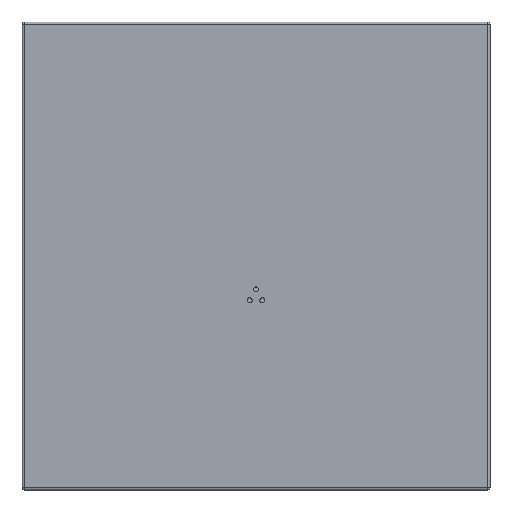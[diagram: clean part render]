
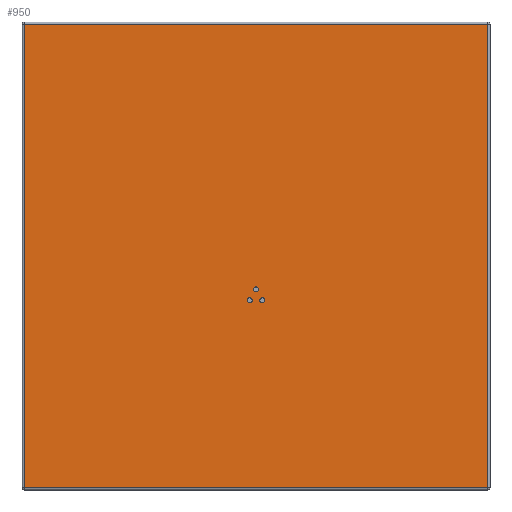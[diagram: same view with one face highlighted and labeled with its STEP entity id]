
A CAD part, front view. The second image highlights one B-rep face of the part: STEP entity #950.
In plain terms, the highlighted planar face has unit normal (0, -1, 0).
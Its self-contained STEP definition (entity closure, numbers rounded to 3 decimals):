
#5 = CARTESIAN_POINT ( 'NONE',  ( -277.5, 0., 0. ) ) ;
#25 = EDGE_LOOP ( 'NONE', ( #1086, #1172 ) ) ;
#52 = FACE_OUTER_BOUND ( 'NONE', #1990, .T. ) ;
#63 = CARTESIAN_POINT ( 'NONE',  ( 0., 0., -40. ) ) ;
#192 = AXIS2_PLACEMENT_3D ( 'NONE', #63, #2780, #888 ) ;
#204 = CARTESIAN_POINT ( 'NONE',  ( 0., 0., -277.5 ) ) ;
#226 = CARTESIAN_POINT ( 'NONE',  ( -277.5, 0., -277.5 ) ) ;
#257 = EDGE_CURVE ( 'NONE', #821, #2792, #3945, .T. ) ;
#364 = EDGE_CURVE ( 'NONE', #4348, #4675, #954, .T. ) ;
#367 = CARTESIAN_POINT ( 'NONE',  ( -7.5, 0., -55.99 ) ) ;
#507 = EDGE_CURVE ( 'NONE', #2213, #2004, #4781, .T. ) ;
#570 = CARTESIAN_POINT ( 'NONE',  ( 0., 0., -43. ) ) ;
#726 = VERTEX_POINT ( 'NONE', #367 ) ;
#737 = DIRECTION ( 'NONE',  ( 0., 0., 1. ) ) ;
#821 = VERTEX_POINT ( 'NONE', #3112 ) ;
#888 = DIRECTION ( 'NONE',  ( 0., 0., 1. ) ) ;
#920 = DIRECTION ( 'NONE',  ( 0., 1., 0. ) ) ;
#950 = ADVANCED_FACE ( 'NONE', ( #52, #2763, #2564, #3649 ), #4503, .F. ) ;
#954 = CIRCLE ( 'NONE', #1590, 3. ) ;
#989 = DIRECTION ( 'NONE',  ( 0., 0., 1. ) ) ;
#999 = AXIS2_PLACEMENT_3D ( 'NONE', #2171, #920, #2452 ) ;
#1086 = ORIENTED_EDGE ( 'NONE', *, *, #257, .T. ) ;
#1172 = ORIENTED_EDGE ( 'NONE', *, *, #3125, .T. ) ;
#1188 = VERTEX_POINT ( 'NONE', #3078 ) ;
#1234 = CARTESIAN_POINT ( 'NONE',  ( -277.5, 0., 277.5 ) ) ;
#1239 = CIRCLE ( 'NONE', #999, 3. ) ;
#1274 = AXIS2_PLACEMENT_3D ( 'NONE', #4271, #2323, #3878 ) ;
#1405 = DIRECTION ( 'NONE',  ( 0., 1., 0. ) ) ;
#1456 = AXIS2_PLACEMENT_3D ( 'NONE', #3353, #2114, #989 ) ;
#1467 = CARTESIAN_POINT ( 'NONE',  ( 277.5, 0., 277.5 ) ) ;
#1590 = AXIS2_PLACEMENT_3D ( 'NONE', #2824, #4390, #737 ) ;
#1607 = AXIS2_PLACEMENT_3D ( 'NONE', #3292, #1405, #4428 ) ;
#1732 = CARTESIAN_POINT ( 'NONE',  ( 277.5, 0., 0. ) ) ;
#1855 = CIRCLE ( 'NONE', #4063, 3. ) ;
#1900 = EDGE_LOOP ( 'NONE', ( #4564, #2023 ) ) ;
#1907 = CARTESIAN_POINT ( 'NONE',  ( 0., 0., 277.5 ) ) ;
#1916 = VECTOR ( 'NONE', #1932, 1000. ) ;
#1932 = DIRECTION ( 'NONE',  ( -1., 0., 0. ) ) ;
#1990 = EDGE_LOOP ( 'NONE', ( #3481, #3923, #2656, #2573 ) ) ;
#1997 = ORIENTED_EDGE ( 'NONE', *, *, #364, .T. ) ;
#2004 = VERTEX_POINT ( 'NONE', #1234 ) ;
#2023 = ORIENTED_EDGE ( 'NONE', *, *, #2737, .T. ) ;
#2114 = DIRECTION ( 'NONE',  ( 0., 1., 0. ) ) ;
#2171 = CARTESIAN_POINT ( 'NONE',  ( -7.5, 0., -52.99 ) ) ;
#2206 = EDGE_LOOP ( 'NONE', ( #2541, #1997 ) ) ;
#2213 = VERTEX_POINT ( 'NONE', #1467 ) ;
#2323 = DIRECTION ( 'NONE',  ( 0., 1., 0. ) ) ;
#2397 = EDGE_CURVE ( 'NONE', #4675, #4348, #3671, .T. ) ;
#2452 = DIRECTION ( 'NONE',  ( 0., 0., 1. ) ) ;
#2476 = CARTESIAN_POINT ( 'NONE',  ( 7.5, 0., -55.99 ) ) ;
#2541 = ORIENTED_EDGE ( 'NONE', *, *, #2397, .T. ) ;
#2564 = FACE_BOUND ( 'NONE', #2206, .T. ) ;
#2573 = ORIENTED_EDGE ( 'NONE', *, *, #507, .T. ) ;
#2627 = LINE ( 'NONE', #5, #2820 ) ;
#2656 = ORIENTED_EDGE ( 'NONE', *, *, #3796, .T. ) ;
#2737 = EDGE_CURVE ( 'NONE', #726, #1188, #1239, .T. ) ;
#2763 = FACE_BOUND ( 'NONE', #25, .T. ) ;
#2780 = DIRECTION ( 'NONE',  ( 0., 1., 0. ) ) ;
#2792 = VERTEX_POINT ( 'NONE', #2476 ) ;
#2820 = VECTOR ( 'NONE', #4231, 1000. ) ;
#2824 = CARTESIAN_POINT ( 'NONE',  ( 0., 0., -40. ) ) ;
#2911 = VECTOR ( 'NONE', #4824, 1000. ) ;
#3062 = CARTESIAN_POINT ( 'NONE',  ( 277.5, 0., -277.5 ) ) ;
#3078 = CARTESIAN_POINT ( 'NONE',  ( -7.5, 0., -49.99 ) ) ;
#3112 = CARTESIAN_POINT ( 'NONE',  ( 7.5, 0., -49.99 ) ) ;
#3125 = EDGE_CURVE ( 'NONE', #2792, #821, #5011, .T. ) ;
#3202 = DIRECTION ( 'NONE',  ( 0., 1., 0. ) ) ;
#3255 = EDGE_CURVE ( 'NONE', #2004, #3460, #2627, .T. ) ;
#3292 = CARTESIAN_POINT ( 'NONE',  ( 0., 0., 0. ) ) ;
#3322 = EDGE_CURVE ( 'NONE', #1188, #726, #1855, .T. ) ;
#3353 = CARTESIAN_POINT ( 'NONE',  ( 7.5, 0., -52.99 ) ) ;
#3460 = VERTEX_POINT ( 'NONE', #226 ) ;
#3481 = ORIENTED_EDGE ( 'NONE', *, *, #3255, .T. ) ;
#3565 = EDGE_CURVE ( 'NONE', #3460, #4471, #4771, .T. ) ;
#3649 = FACE_BOUND ( 'NONE', #1900, .T. ) ;
#3671 = CIRCLE ( 'NONE', #192, 3. ) ;
#3796 = EDGE_CURVE ( 'NONE', #4471, #2213, #3973, .T. ) ;
#3878 = DIRECTION ( 'NONE',  ( 0., 0., 1. ) ) ;
#3923 = ORIENTED_EDGE ( 'NONE', *, *, #3565, .T. ) ;
#3945 = CIRCLE ( 'NONE', #1274, 3. ) ;
#3973 = LINE ( 'NONE', #1732, #4928 ) ;
#4036 = CARTESIAN_POINT ( 'NONE',  ( -7.5, 0., -52.99 ) ) ;
#4051 = DIRECTION ( 'NONE',  ( 0., 0., 1. ) ) ;
#4063 = AXIS2_PLACEMENT_3D ( 'NONE', #4036, #3202, #4391 ) ;
#4231 = DIRECTION ( 'NONE',  ( 0., 0., -1. ) ) ;
#4271 = CARTESIAN_POINT ( 'NONE',  ( 7.5, 0., -52.99 ) ) ;
#4348 = VERTEX_POINT ( 'NONE', #570 ) ;
#4390 = DIRECTION ( 'NONE',  ( 0., 1., 0. ) ) ;
#4391 = DIRECTION ( 'NONE',  ( 0., 0., 1. ) ) ;
#4428 = DIRECTION ( 'NONE',  ( 0., 0., 1. ) ) ;
#4430 = CARTESIAN_POINT ( 'NONE',  ( 0., 0., -37. ) ) ;
#4471 = VERTEX_POINT ( 'NONE', #3062 ) ;
#4503 = PLANE ( 'NONE',  #1607 ) ;
#4564 = ORIENTED_EDGE ( 'NONE', *, *, #3322, .T. ) ;
#4675 = VERTEX_POINT ( 'NONE', #4430 ) ;
#4771 = LINE ( 'NONE', #204, #2911 ) ;
#4781 = LINE ( 'NONE', #1907, #1916 ) ;
#4824 = DIRECTION ( 'NONE',  ( 1., 0., 0. ) ) ;
#4928 = VECTOR ( 'NONE', #4051, 1000. ) ;
#5011 = CIRCLE ( 'NONE', #1456, 3. ) ;
